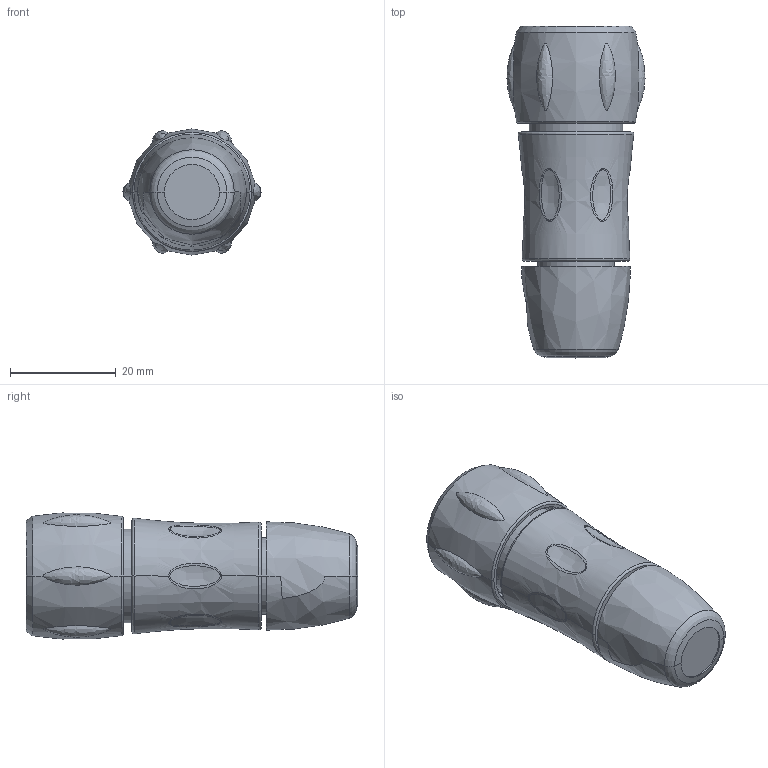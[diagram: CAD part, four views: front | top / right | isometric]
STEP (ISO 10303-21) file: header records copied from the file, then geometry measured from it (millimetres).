
FILE_DESCRIPTION((''),'2;1');
FILE_NAME('UTS6JC10E6P-CATALOGUE','2010-12-22T',('Gsineau'),('SOURIAU'),'PRO/ENGINEER BY PARAMETRIC TECHNOLOGY CORPORATION, 2010140','PRO/ENGINEER BY PARAMETRIC TECHNOLOGY CORPORATION, 2010140','');
FILE_SCHEMA(('CONFIG_CONTROL_DESIGN'));
Length unit declared in the file: millimetre
Products named in the file (1): UTS6JC10E6P-CATALOGUE
Bounding box: 26.13 x 62.82 x 23.85 mm (x, y, z)
Volume: 19333.8 mm3; surface area: 7972.4 mm2
Topology: 1 solids, 7 shells, 565 faces, 1394 edges, 849 vertices
Faces by surface type: plane 216, cylinder 143, torus 73, cone 64, bspline 45, sphere 24
Entity records: 21607 total; most frequent: CARTESIAN_POINT 8396, DIRECTION 2771, ORIENTED_EDGE 2740, EDGE_CURVE 1370, AXIS2_PLACEMENT_3D 1031, VERTEX_POINT 849, VECTOR 709, LINE 709
